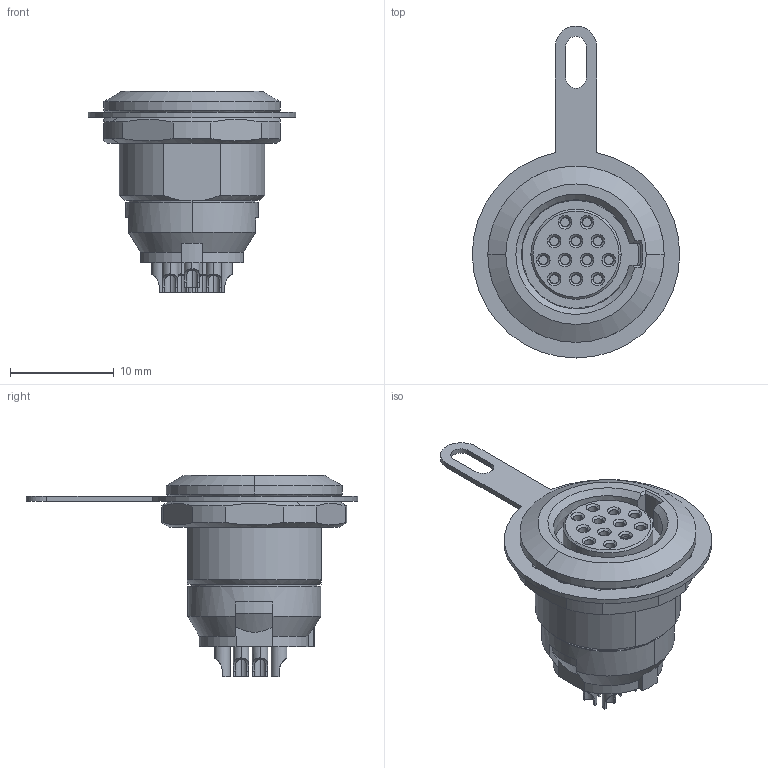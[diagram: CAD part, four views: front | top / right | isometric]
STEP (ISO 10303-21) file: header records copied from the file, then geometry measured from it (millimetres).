
FILE_DESCRIPTION((''),'2;1');
FILE_NAME('MOD00037079','2024-03-04T09:54:52',('phk'),(''),'CREO PARAMETRIC BY PTC INC, 2021184','CREO PARAMETRIC BY PTC INC, 2021184','');
FILE_SCHEMA(('AP242_MANAGED_MODEL_BASED_3D_ENGINEERING_MIM_LF { 1 0 10303 442 1 1 4 }'));
Length unit declared in the file: millimetre
Products named in the file (1): MOD00037079
Bounding box: 20 x 32 x 19.4 mm (x, y, z)
Volume: 2499.4 mm3; surface area: 2246.8 mm2
Topology: 1 solids, 1 shells, 528 faces, 1508 edges, 966 vertices
Faces by surface type: plane 247, cylinder 184, cone 97
Entity records: 19579 total; most frequent: CARTESIAN_POINT 4200, DIRECTION 3057, ORIENTED_EDGE 3016, EDGE_CURVE 1508, AXIS2_PLACEMENT_3D 1199, VERTEX_POINT 966, VECTOR 659, LINE 659
